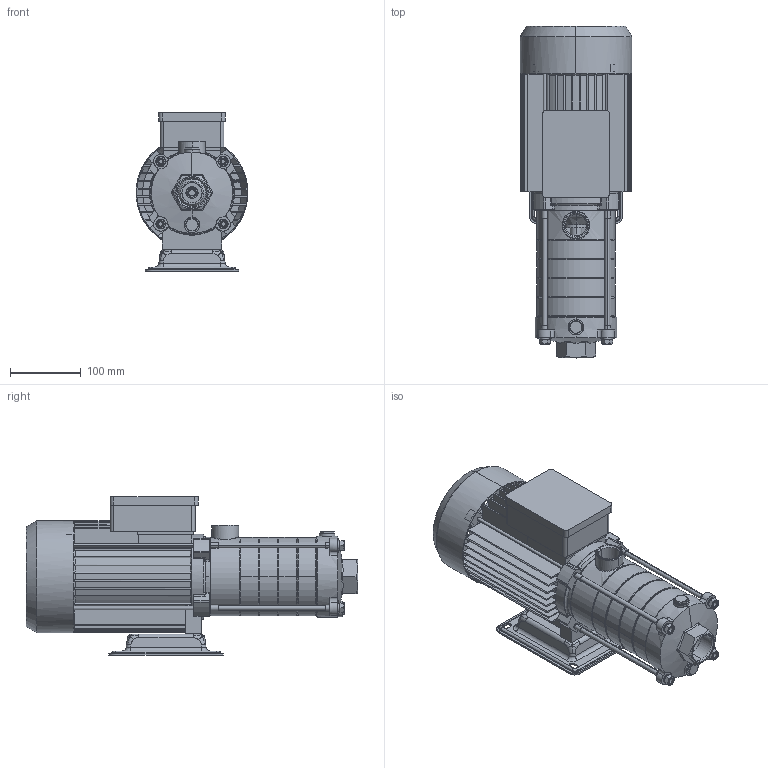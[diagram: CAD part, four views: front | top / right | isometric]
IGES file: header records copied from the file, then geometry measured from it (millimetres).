
Global section: file name: 015P2360 (RMHI 4-5R); native system: AutoCAD 2019 — Русский (Russian),62HAutod; preprocessor: esk Translation Framework DWG producer (atf_dwg_producer); organization: unknown; date: 20240415.164959; units: millimetre
Bounding box: 157.96 x 469 x 224 mm (x, y, z)
Volume: 3419888 mm3; surface area: 785508 mm2
Topology: 35 solids, 35 shells, 1528 faces, 4312 edges, 2938 vertices
Faces by surface type: bspline 1482, revolution 46
